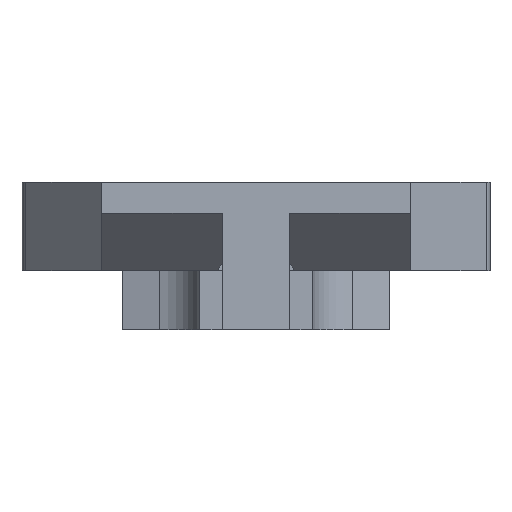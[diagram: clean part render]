
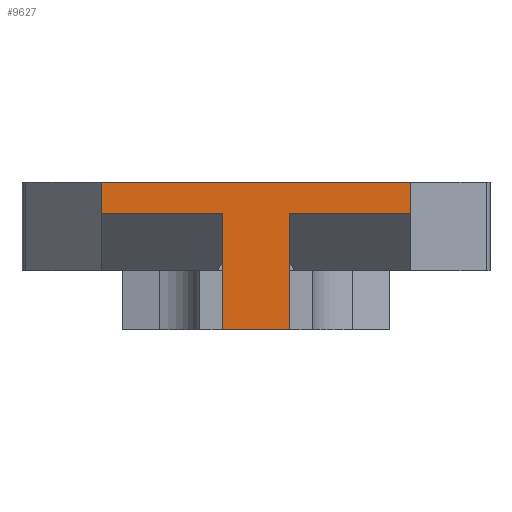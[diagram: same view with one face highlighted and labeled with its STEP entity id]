
A CAD part, front view. The second image highlights one B-rep face of the part: STEP entity #9627.
In plain terms, the highlighted face is planar.
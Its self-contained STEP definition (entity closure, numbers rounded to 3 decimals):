
#8358=DIRECTION('',(-1.,0.,0.));
#8359=VECTOR('',#8358,11.5);
#8360=CARTESIAN_POINT('',(5.823,14.343,0.));
#8361=LINE('',#8360,#8359);
#8681=DIRECTION('',(1.,0.,0.));
#8682=VECTOR('',#8681,4.5);
#8683=CARTESIAN_POINT('',(-5.677,14.343,1.161));
#8684=LINE('',#8683,#8682);
#8694=DIRECTION('',(-1.,0.,0.));
#8695=VECTOR('',#8694,2.5);
#8696=CARTESIAN_POINT('',(1.323,14.343,5.5));
#8697=LINE('',#8696,#8695);
#8698=DIRECTION('',(0.,0.,1.));
#8699=VECTOR('',#8698,1.161);
#8700=CARTESIAN_POINT('',(5.823,14.343,0.));
#8701=LINE('',#8700,#8699);
#8702=DIRECTION('',(-1.,0.,0.));
#8703=VECTOR('',#8702,4.5);
#8704=CARTESIAN_POINT('',(5.823,14.343,1.161));
#8705=LINE('',#8704,#8703);
#8706=DIRECTION('',(0.,0.,-1.));
#8707=VECTOR('',#8706,4.339);
#8708=CARTESIAN_POINT('',(1.323,14.343,5.5));
#8709=LINE('',#8708,#8707);
#8872=DIRECTION('',(0.,0.,1.));
#8873=VECTOR('',#8872,4.339);
#8874=CARTESIAN_POINT('',(-1.177,14.343,1.161));
#8875=LINE('',#8874,#8873);
#8917=DIRECTION('',(0.,0.,1.));
#8918=VECTOR('',#8917,1.161);
#8919=CARTESIAN_POINT('',(-5.677,14.343,0.));
#8920=LINE('',#8919,#8918);
#8977=CARTESIAN_POINT('',(5.823,14.343,0.));
#8978=VERTEX_POINT('',#8977);
#8979=CARTESIAN_POINT('',(-5.677,14.343,0.));
#8980=VERTEX_POINT('',#8979);
#9113=CARTESIAN_POINT('',(-5.677,14.343,1.161));
#9114=CARTESIAN_POINT('',(-1.177,14.343,1.161));
#9115=VERTEX_POINT('',#9113);
#9116=VERTEX_POINT('',#9114);
#9119=CARTESIAN_POINT('',(1.323,14.343,5.5));
#9120=CARTESIAN_POINT('',(1.323,14.343,1.161));
#9121=VERTEX_POINT('',#9119);
#9122=VERTEX_POINT('',#9120);
#9123=CARTESIAN_POINT('',(-1.177,14.343,5.5));
#9124=VERTEX_POINT('',#9123);
#9125=CARTESIAN_POINT('',(5.823,14.343,1.161));
#9126=VERTEX_POINT('',#9125);
#9606=CARTESIAN_POINT('',(5.823,14.343,0.));
#9607=DIRECTION('',(0.,1.,0.));
#9608=DIRECTION('',(-1.,0.,0.));
#9609=AXIS2_PLACEMENT_3D('',#9606,#9607,#9608);
#9610=PLANE('',#9609);
#9612=ORIENTED_EDGE('',*,*,#9611,.F.);
#9614=ORIENTED_EDGE('',*,*,#9613,.T.);
#9616=ORIENTED_EDGE('',*,*,#9615,.F.);
#9617=ORIENTED_EDGE('',*,*,#9594,.F.);
#9619=ORIENTED_EDGE('',*,*,#9618,.F.);
#9620=ORIENTED_EDGE('',*,*,#9194,.F.);
#9622=ORIENTED_EDGE('',*,*,#9621,.T.);
#9624=ORIENTED_EDGE('',*,*,#9623,.T.);
#9625=EDGE_LOOP('',(#9612,#9614,#9616,#9617,#9619,#9620,#9622,#9624));
#9626=FACE_OUTER_BOUND('',#9625,.F.);
#9627=ADVANCED_FACE('',(#9626),#9610,.T.);
#9194=EDGE_CURVE('',#8978,#8980,#8361,.T.);
#9594=EDGE_CURVE('',#9115,#9116,#8684,.T.);
#9611=EDGE_CURVE('',#9121,#9122,#8709,.T.);
#9613=EDGE_CURVE('',#9121,#9124,#8697,.T.);
#9615=EDGE_CURVE('',#9116,#9124,#8875,.T.);
#9618=EDGE_CURVE('',#8980,#9115,#8920,.T.);
#9621=EDGE_CURVE('',#8978,#9126,#8701,.T.);
#9623=EDGE_CURVE('',#9126,#9122,#8705,.T.);
